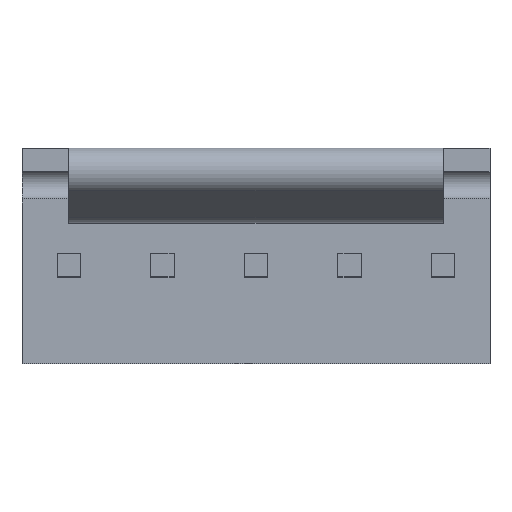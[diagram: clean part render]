
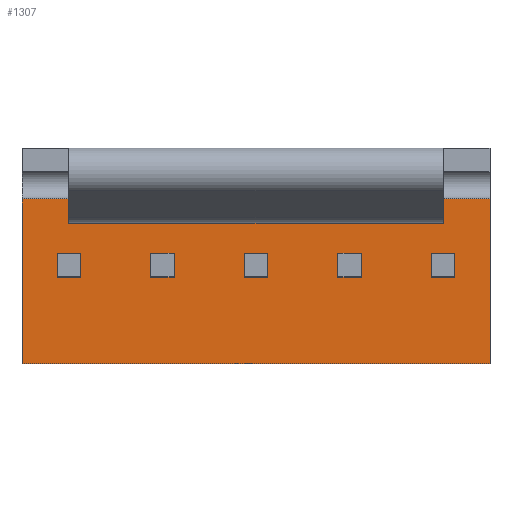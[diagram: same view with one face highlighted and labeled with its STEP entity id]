
A CAD part, top view. The second image highlights one B-rep face of the part: STEP entity #1307.
In plain terms, the highlighted planar face has unit normal (0, 0, 1).
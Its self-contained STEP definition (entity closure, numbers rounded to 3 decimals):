
#89=DIRECTION('',(0.,-1.,0.));
#90=VECTOR('',#89,4.47);
#91=CARTESIAN_POINT('',(-6.35,1.359,0.));
#92=LINE('',#91,#90);
#251=DIRECTION('',(1.,0.,0.));
#252=VECTOR('',#251,12.7);
#253=CARTESIAN_POINT('',(-6.35,-3.112,0.));
#254=LINE('',#253,#252);
#255=DIRECTION('',(1.,0.,0.));
#256=VECTOR('',#255,12.7);
#257=CARTESIAN_POINT('',(-6.35,1.359,0.));
#258=LINE('',#257,#256);
#259=DIRECTION('',(0.,1.,0.));
#260=VECTOR('',#259,0.635);
#261=CARTESIAN_POINT('',(4.763,-0.762,0.));
#262=LINE('',#261,#260);
#263=DIRECTION('',(1.,0.,0.));
#264=VECTOR('',#263,0.635);
#265=CARTESIAN_POINT('',(4.763,-0.762,0.));
#266=LINE('',#265,#264);
#267=DIRECTION('',(0.,1.,0.));
#268=VECTOR('',#267,0.635);
#269=CARTESIAN_POINT('',(5.398,-0.762,0.));
#270=LINE('',#269,#268);
#271=DIRECTION('',(1.,0.,0.));
#272=VECTOR('',#271,0.635);
#273=CARTESIAN_POINT('',(4.763,-0.127,0.));
#274=LINE('',#273,#272);
#275=DIRECTION('',(0.,1.,0.));
#276=VECTOR('',#275,0.635);
#277=CARTESIAN_POINT('',(2.223,-0.762,0.));
#278=LINE('',#277,#276);
#279=DIRECTION('',(1.,0.,0.));
#280=VECTOR('',#279,0.635);
#281=CARTESIAN_POINT('',(2.223,-0.762,0.));
#282=LINE('',#281,#280);
#283=DIRECTION('',(0.,1.,0.));
#284=VECTOR('',#283,0.635);
#285=CARTESIAN_POINT('',(2.858,-0.762,0.));
#286=LINE('',#285,#284);
#287=DIRECTION('',(1.,0.,0.));
#288=VECTOR('',#287,0.635);
#289=CARTESIAN_POINT('',(2.223,-0.127,0.));
#290=LINE('',#289,#288);
#291=DIRECTION('',(0.,1.,0.));
#292=VECTOR('',#291,0.635);
#293=CARTESIAN_POINT('',(-0.318,-0.762,0.));
#294=LINE('',#293,#292);
#295=DIRECTION('',(1.,0.,0.));
#296=VECTOR('',#295,0.635);
#297=CARTESIAN_POINT('',(-0.318,-0.762,0.));
#298=LINE('',#297,#296);
#299=DIRECTION('',(0.,1.,0.));
#300=VECTOR('',#299,0.635);
#301=CARTESIAN_POINT('',(0.318,-0.762,0.));
#302=LINE('',#301,#300);
#303=DIRECTION('',(1.,0.,0.));
#304=VECTOR('',#303,0.635);
#305=CARTESIAN_POINT('',(-0.318,-0.127,0.));
#306=LINE('',#305,#304);
#307=DIRECTION('',(0.,1.,0.));
#308=VECTOR('',#307,0.635);
#309=CARTESIAN_POINT('',(-2.858,-0.762,0.));
#310=LINE('',#309,#308);
#311=DIRECTION('',(1.,0.,0.));
#312=VECTOR('',#311,0.635);
#313=CARTESIAN_POINT('',(-2.858,-0.762,0.));
#314=LINE('',#313,#312);
#315=DIRECTION('',(0.,1.,0.));
#316=VECTOR('',#315,0.635);
#317=CARTESIAN_POINT('',(-2.223,-0.762,0.));
#318=LINE('',#317,#316);
#319=DIRECTION('',(1.,0.,0.));
#320=VECTOR('',#319,0.635);
#321=CARTESIAN_POINT('',(-2.858,-0.127,0.));
#322=LINE('',#321,#320);
#323=DIRECTION('',(0.,1.,0.));
#324=VECTOR('',#323,0.635);
#325=CARTESIAN_POINT('',(-5.398,-0.762,0.));
#326=LINE('',#325,#324);
#327=DIRECTION('',(1.,0.,0.));
#328=VECTOR('',#327,0.635);
#329=CARTESIAN_POINT('',(-5.398,-0.762,0.));
#330=LINE('',#329,#328);
#331=DIRECTION('',(0.,1.,0.));
#332=VECTOR('',#331,0.635);
#333=CARTESIAN_POINT('',(-4.763,-0.762,0.));
#334=LINE('',#333,#332);
#335=DIRECTION('',(1.,0.,0.));
#336=VECTOR('',#335,0.635);
#337=CARTESIAN_POINT('',(-5.398,-0.127,0.));
#338=LINE('',#337,#336);
#453=DIRECTION('',(0.,-1.,0.));
#454=VECTOR('',#453,4.47);
#455=CARTESIAN_POINT('',(6.35,1.359,0.));
#456=LINE('',#455,#454);
#790=CARTESIAN_POINT('',(-6.35,1.359,0.));
#791=CARTESIAN_POINT('',(-6.35,-3.112,0.));
#792=VERTEX_POINT('',#790);
#793=VERTEX_POINT('',#791);
#796=CARTESIAN_POINT('',(6.35,1.359,0.));
#797=CARTESIAN_POINT('',(6.35,-3.112,0.));
#798=VERTEX_POINT('',#796);
#799=VERTEX_POINT('',#797);
#822=CARTESIAN_POINT('',(4.763,-0.762,0.));
#823=CARTESIAN_POINT('',(4.763,-0.127,0.));
#824=VERTEX_POINT('',#822);
#825=VERTEX_POINT('',#823);
#826=CARTESIAN_POINT('',(5.398,-0.762,0.));
#827=CARTESIAN_POINT('',(5.398,-0.127,0.));
#828=VERTEX_POINT('',#826);
#829=VERTEX_POINT('',#827);
#870=CARTESIAN_POINT('',(2.223,-0.762,0.));
#871=CARTESIAN_POINT('',(2.223,-0.127,0.));
#872=VERTEX_POINT('',#870);
#873=VERTEX_POINT('',#871);
#874=CARTESIAN_POINT('',(2.858,-0.762,0.));
#875=CARTESIAN_POINT('',(2.858,-0.127,0.));
#876=VERTEX_POINT('',#874);
#877=VERTEX_POINT('',#875);
#946=CARTESIAN_POINT('',(-0.318,-0.762,0.));
#947=CARTESIAN_POINT('',(-0.318,-0.127,0.));
#948=VERTEX_POINT('',#946);
#949=VERTEX_POINT('',#947);
#950=CARTESIAN_POINT('',(0.318,-0.762,0.));
#951=CARTESIAN_POINT('',(0.318,-0.127,0.));
#952=VERTEX_POINT('',#950);
#953=VERTEX_POINT('',#951);
#978=CARTESIAN_POINT('',(-2.858,-0.762,0.));
#979=CARTESIAN_POINT('',(-2.858,-0.127,0.));
#980=VERTEX_POINT('',#978);
#981=VERTEX_POINT('',#979);
#982=CARTESIAN_POINT('',(-2.223,-0.762,0.));
#983=CARTESIAN_POINT('',(-2.223,-0.127,0.));
#984=VERTEX_POINT('',#982);
#985=VERTEX_POINT('',#983);
#1010=CARTESIAN_POINT('',(-5.398,-0.762,0.));
#1011=CARTESIAN_POINT('',(-5.398,-0.127,0.));
#1012=VERTEX_POINT('',#1010);
#1013=VERTEX_POINT('',#1011);
#1014=CARTESIAN_POINT('',(-4.763,-0.762,0.));
#1015=CARTESIAN_POINT('',(-4.763,-0.127,0.));
#1016=VERTEX_POINT('',#1014);
#1017=VERTEX_POINT('',#1015);
#1244=CARTESIAN_POINT('',(-6.35,1.359,0.));
#1245=DIRECTION('',(0.,0.,1.));
#1246=DIRECTION('',(0.,-1.,0.));
#1247=AXIS2_PLACEMENT_3D('',#1244,#1245,#1246);
#1248=PLANE('',#1247);
#1249=ORIENTED_EDGE('',*,*,#1039,.F.);
#1251=ORIENTED_EDGE('',*,*,#1250,.T.);
#1253=ORIENTED_EDGE('',*,*,#1252,.T.);
#1254=ORIENTED_EDGE('',*,*,#1236,.F.);
#1255=EDGE_LOOP('',(#1249,#1251,#1253,#1254));
#1256=FACE_OUTER_BOUND('',#1255,.F.);
#1258=ORIENTED_EDGE('',*,*,#1257,.F.);
#1260=ORIENTED_EDGE('',*,*,#1259,.T.);
#1262=ORIENTED_EDGE('',*,*,#1261,.T.);
#1264=ORIENTED_EDGE('',*,*,#1263,.F.);
#1265=EDGE_LOOP('',(#1258,#1260,#1262,#1264));
#1266=FACE_BOUND('',#1265,.F.);
#1268=ORIENTED_EDGE('',*,*,#1267,.F.);
#1270=ORIENTED_EDGE('',*,*,#1269,.T.);
#1272=ORIENTED_EDGE('',*,*,#1271,.T.);
#1274=ORIENTED_EDGE('',*,*,#1273,.F.);
#1275=EDGE_LOOP('',(#1268,#1270,#1272,#1274));
#1276=FACE_BOUND('',#1275,.F.);
#1278=ORIENTED_EDGE('',*,*,#1277,.F.);
#1280=ORIENTED_EDGE('',*,*,#1279,.T.);
#1282=ORIENTED_EDGE('',*,*,#1281,.T.);
#1284=ORIENTED_EDGE('',*,*,#1283,.F.);
#1285=EDGE_LOOP('',(#1278,#1280,#1282,#1284));
#1286=FACE_BOUND('',#1285,.F.);
#1288=ORIENTED_EDGE('',*,*,#1287,.F.);
#1290=ORIENTED_EDGE('',*,*,#1289,.T.);
#1292=ORIENTED_EDGE('',*,*,#1291,.T.);
#1294=ORIENTED_EDGE('',*,*,#1293,.F.);
#1295=EDGE_LOOP('',(#1288,#1290,#1292,#1294));
#1296=FACE_BOUND('',#1295,.F.);
#1298=ORIENTED_EDGE('',*,*,#1297,.F.);
#1300=ORIENTED_EDGE('',*,*,#1299,.T.);
#1302=ORIENTED_EDGE('',*,*,#1301,.T.);
#1304=ORIENTED_EDGE('',*,*,#1303,.F.);
#1305=EDGE_LOOP('',(#1298,#1300,#1302,#1304));
#1306=FACE_BOUND('',#1305,.F.);
#1307=ADVANCED_FACE('',(#1256,#1266,#1276,#1286,#1296,#1306),#1248,.T.);
#1039=EDGE_CURVE('',#792,#793,#92,.T.);
#1236=EDGE_CURVE('',#793,#799,#254,.T.);
#1250=EDGE_CURVE('',#792,#798,#258,.T.);
#1252=EDGE_CURVE('',#798,#799,#456,.T.);
#1257=EDGE_CURVE('',#824,#825,#262,.T.);
#1259=EDGE_CURVE('',#824,#828,#266,.T.);
#1261=EDGE_CURVE('',#828,#829,#270,.T.);
#1263=EDGE_CURVE('',#825,#829,#274,.T.);
#1267=EDGE_CURVE('',#872,#873,#278,.T.);
#1269=EDGE_CURVE('',#872,#876,#282,.T.);
#1271=EDGE_CURVE('',#876,#877,#286,.T.);
#1273=EDGE_CURVE('',#873,#877,#290,.T.);
#1277=EDGE_CURVE('',#948,#949,#294,.T.);
#1279=EDGE_CURVE('',#948,#952,#298,.T.);
#1281=EDGE_CURVE('',#952,#953,#302,.T.);
#1283=EDGE_CURVE('',#949,#953,#306,.T.);
#1287=EDGE_CURVE('',#980,#981,#310,.T.);
#1289=EDGE_CURVE('',#980,#984,#314,.T.);
#1291=EDGE_CURVE('',#984,#985,#318,.T.);
#1293=EDGE_CURVE('',#981,#985,#322,.T.);
#1297=EDGE_CURVE('',#1012,#1013,#326,.T.);
#1299=EDGE_CURVE('',#1012,#1016,#330,.T.);
#1301=EDGE_CURVE('',#1016,#1017,#334,.T.);
#1303=EDGE_CURVE('',#1013,#1017,#338,.T.);
